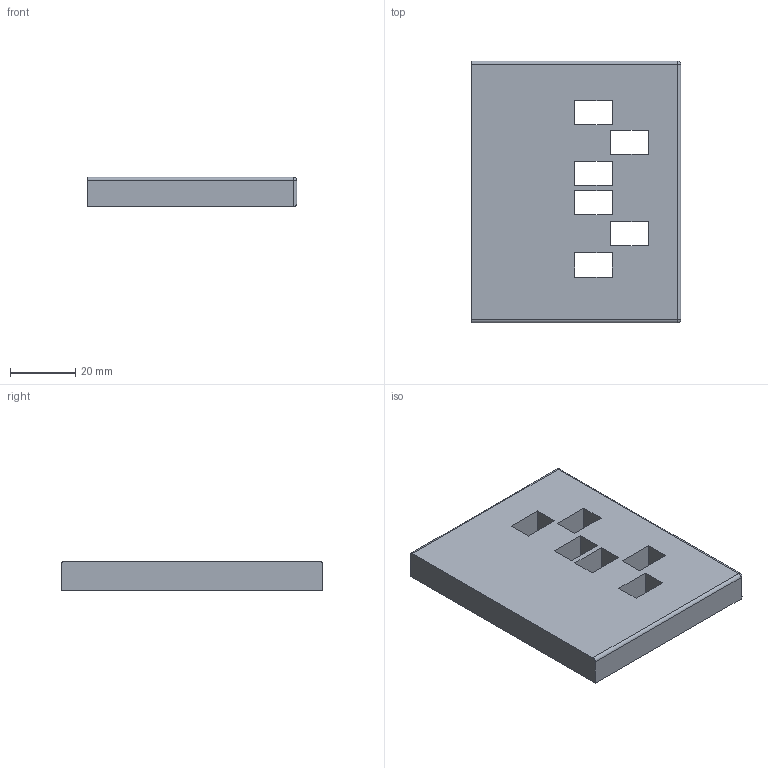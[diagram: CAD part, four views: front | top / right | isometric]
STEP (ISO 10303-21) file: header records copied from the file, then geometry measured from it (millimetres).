
FILE_DESCRIPTION(/* description */ (''),/* implementation_level */ '2;1');
FILE_NAME(/* name */ 'guiderPlateform.step',/* time_stamp */ '2023-05-29T16:14:43+02:00',/* author */ (''),/* organization */ (''),/* preprocessor_version */ 'ST-DEVELOPER v19.2',/* originating_system */ 'Autodesk Translation Framework v12.4.0.73',/* authorisation */ '');
FILE_SCHEMA (('AUTOMOTIVE_DESIGN { 1 0 10303 214 3 1 1 }'));
Length unit declared in the file: millimetre
Products named in the file (1): Neck_guider
Bounding box: 64 x 80 x 9 mm (x, y, z)
Volume: 41459.4 mm3; surface area: 13717.7 mm2
Topology: 1 solids, 1 shells, 38 faces, 100 edges, 64 vertices
Faces by surface type: plane 30, cylinder 6, sphere 2
Entity records: 1207 total; most frequent: CARTESIAN_POINT 203, ORIENTED_EDGE 200, DIRECTION 188, EDGE_CURVE 100, LINE 90, VECTOR 90, VERTEX_POINT 64, EDGE_LOOP 50
